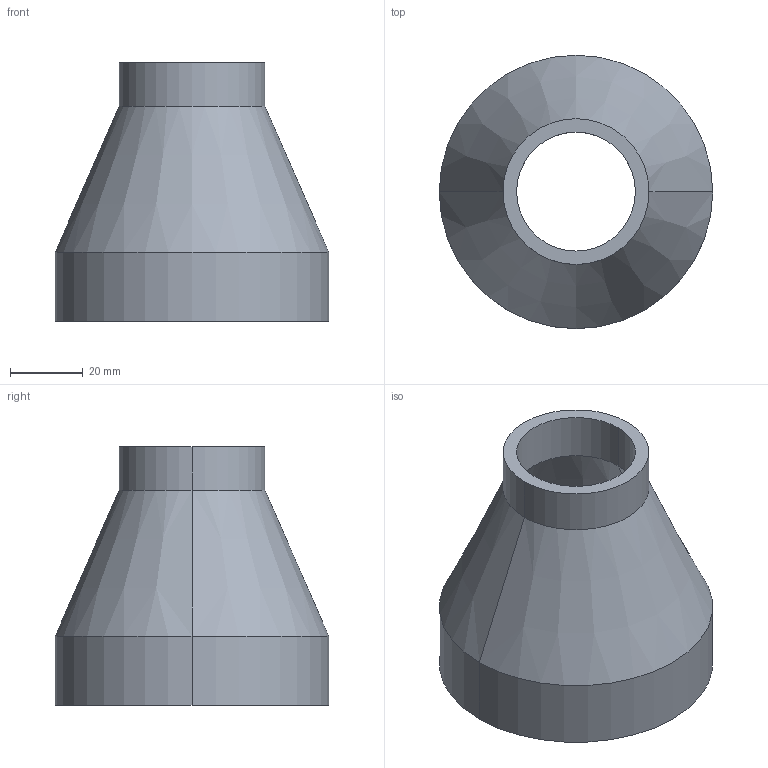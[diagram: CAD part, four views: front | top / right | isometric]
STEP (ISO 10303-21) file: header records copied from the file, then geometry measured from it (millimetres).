
FILE_DESCRIPTION(('STEP AP214'),'1');
FILE_NAME('rbm11075040.stp','2018-02-08T13:04:01',('TraceParts'),('TraceParts S.A.'),'Spatial InterOp 3D',' ',' ');
FILE_SCHEMA(('automotive_design'));
Length unit declared in the file: millimetre
Products named in the file (1): rbm11075040
Bounding box: 75 x 75 x 71 mm (x, y, z)
Volume: 61595.4 mm3; surface area: 27246 mm2
Topology: 1 solids, 1 shells, 14 faces, 28 edges, 16 vertices
Faces by surface type: cylinder 8, cone 4, plane 2
Entity records: 504 total; most frequent: DIRECTION 74, CARTESIAN_POINT 59, ORIENTED_EDGE 56, AXIS2_PLACEMENT_3D 31, EDGE_CURVE 28, EDGE_LOOP 16, VERTEX_POINT 16, CIRCLE 16
